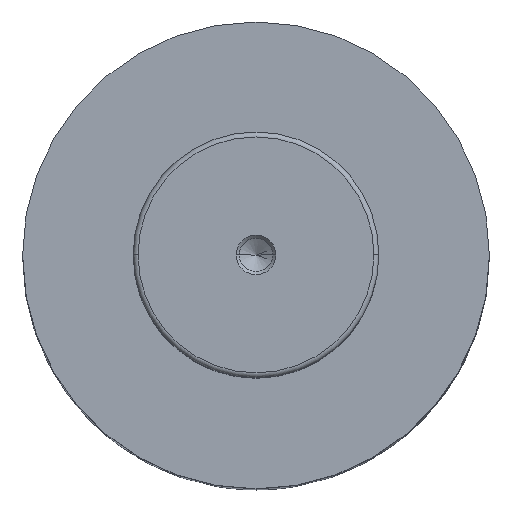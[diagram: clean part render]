
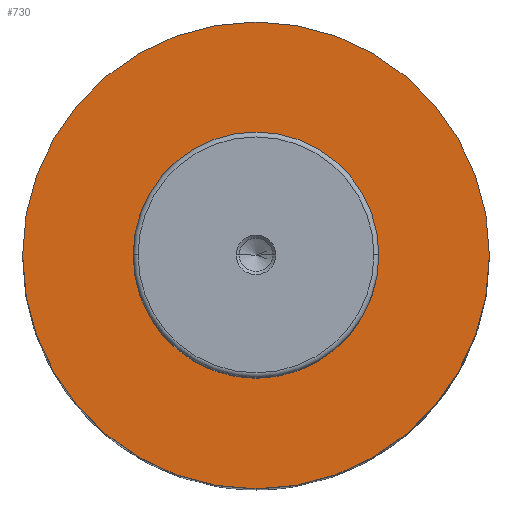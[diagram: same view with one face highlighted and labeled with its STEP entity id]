
A CAD part, top view. The second image highlights one B-rep face of the part: STEP entity #730.
In plain terms, the highlighted planar face has unit normal (0, 0, 1).
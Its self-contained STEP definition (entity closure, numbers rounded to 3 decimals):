
#3 = AXIS2_PLACEMENT_3D ( 'NONE', #1702, #659, #1876 ) ;
#30 = VERTEX_POINT ( 'NONE', #2048 ) ;
#257 = DIRECTION ( 'NONE',  ( -1., 0., 0. ) ) ;
#263 = DIRECTION ( 'NONE',  ( 0., 0., -1. ) ) ;
#386 = CARTESIAN_POINT ( 'NONE',  ( 0., 0., 130. ) ) ;
#418 = AXIS2_PLACEMENT_3D ( 'NONE', #1704, #661, #1878 ) ;
#435 = AXIS2_PLACEMENT_3D ( 'NONE', #813, #2064, #986 ) ;
#449 = EDGE_LOOP ( 'NONE', ( #823, #1264 ) ) ;
#457 = AXIS2_PLACEMENT_3D ( 'NONE', #386, #263, #257 ) ;
#589 = VERTEX_POINT ( 'NONE', #1435 ) ;
#618 = VERTEX_POINT ( 'NONE', #916 ) ;
#638 = EDGE_LOOP ( 'NONE', ( #1619, #2093 ) ) ;
#649 = CIRCLE ( 'NONE', #418, 47.5 ) ;
#659 = DIRECTION ( 'NONE',  ( 0., 0., -1. ) ) ;
#661 = DIRECTION ( 'NONE',  ( 0., 0., -1. ) ) ;
#674 = CIRCLE ( 'NONE', #435, 47.5 ) ;
#730 = ADVANCED_FACE ( 'NONE', ( #1844, #1824 ), #1510, .T. ) ;
#807 = AXIS2_PLACEMENT_3D ( 'NONE', #1388, #2208, #2057 ) ;
#813 = CARTESIAN_POINT ( 'NONE',  ( 0., 0., 130. ) ) ;
#823 = ORIENTED_EDGE ( 'NONE', *, *, #1462, .F. ) ;
#825 = CIRCLE ( 'NONE', #457, 25. ) ;
#870 = VERTEX_POINT ( 'NONE', #2205 ) ;
#916 = CARTESIAN_POINT ( 'NONE',  ( -47.5, 0., 130. ) ) ;
#986 = DIRECTION ( 'NONE',  ( -1., 0., 0. ) ) ;
#1264 = ORIENTED_EDGE ( 'NONE', *, *, #1448, .F. ) ;
#1285 = CIRCLE ( 'NONE', #3, 25. ) ;
#1388 = CARTESIAN_POINT ( 'NONE',  ( -25., 0., 130. ) ) ;
#1418 = EDGE_CURVE ( 'NONE', #30, #589, #825, .T. ) ;
#1435 = CARTESIAN_POINT ( 'NONE',  ( -25., 0., 130. ) ) ;
#1448 = EDGE_CURVE ( 'NONE', #870, #618, #674, .T. ) ;
#1462 = EDGE_CURVE ( 'NONE', #618, #870, #649, .T. ) ;
#1510 = PLANE ( 'NONE',  #807 ) ;
#1619 = ORIENTED_EDGE ( 'NONE', *, *, #1843, .T. ) ;
#1702 = CARTESIAN_POINT ( 'NONE',  ( 0., 0., 130. ) ) ;
#1704 = CARTESIAN_POINT ( 'NONE',  ( 0., 0., 130. ) ) ;
#1824 = FACE_OUTER_BOUND ( 'NONE', #449, .T. ) ;
#1843 = EDGE_CURVE ( 'NONE', #589, #30, #1285, .T. ) ;
#1844 = FACE_BOUND ( 'NONE', #638, .T. ) ;
#1876 = DIRECTION ( 'NONE',  ( -1., 0., 0. ) ) ;
#1878 = DIRECTION ( 'NONE',  ( -1., 0., 0. ) ) ;
#2048 = CARTESIAN_POINT ( 'NONE',  ( 25., 0., 130. ) ) ;
#2057 = DIRECTION ( 'NONE',  ( 1., 0., 0. ) ) ;
#2064 = DIRECTION ( 'NONE',  ( 0., 0., -1. ) ) ;
#2093 = ORIENTED_EDGE ( 'NONE', *, *, #1418, .T. ) ;
#2205 = CARTESIAN_POINT ( 'NONE',  ( 47.5, 0., 130. ) ) ;
#2208 = DIRECTION ( 'NONE',  ( 0., 0., 1. ) ) ;
